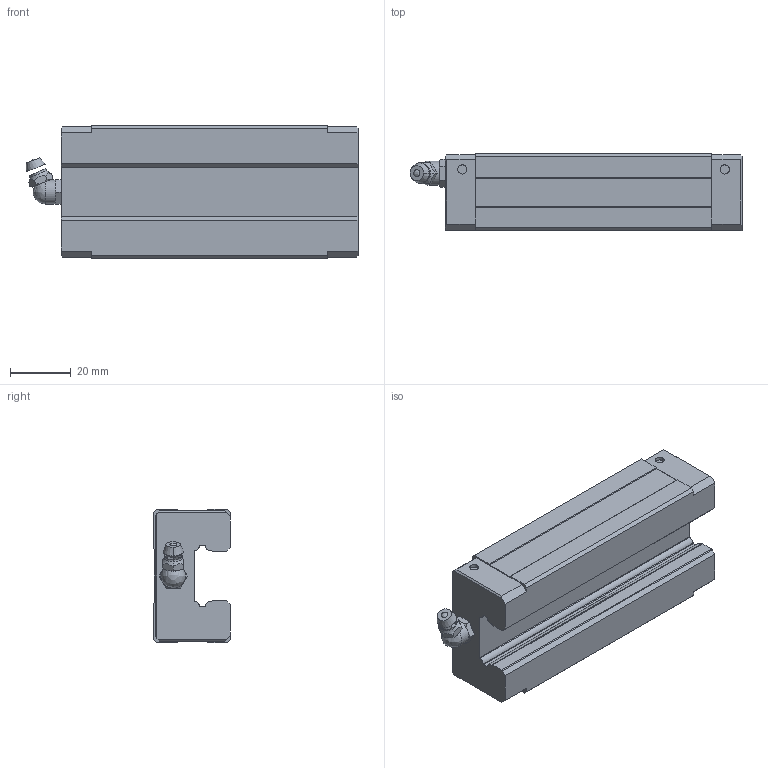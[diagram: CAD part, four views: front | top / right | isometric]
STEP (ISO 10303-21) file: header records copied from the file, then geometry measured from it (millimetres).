
FILE_DESCRIPTION (( 'STEP AP214' ), '1' );
FILE_NAME ('SHS20LVSS, Føringsvogn, Bondy.STEP', '2020-06-15T08:09:36', ( '' ), ( '' ), 'SwSTEP 2.0', 'SolidWorks 2020', '' );
FILE_SCHEMA (( 'AUTOMOTIVE_DESIGN' ));
Length unit declared in the file: millimetre
Products named in the file (3): _SHS20LVSSB-M6F1 Slide25-55; SHS20LVSS, Føringsvogn, Bondy; _B-M6F-SHS_grease_nipple_joint
Assembly tree (2 placements, depth 2):
  SHS20LVSS, Føringsvogn, Bondy
    _SHS20LVSSB-M6F1 Slide25-55
    _B-M6F-SHS_grease_nipple_joint
Bounding box: 109.6 x 25.4 x 44 mm (x, y, z)
Volume: 86677.4 mm3; surface area: 18719.2 mm2
Topology: 1 solids, 3 shells, 164 faces, 435 edges, 274 vertices
Faces by surface type: plane 80, cylinder 42, cone 36, bspline 6
Entity records: 5338 total; most frequent: CARTESIAN_POINT 1208, DIRECTION 854, ORIENTED_EDGE 838, EDGE_CURVE 421, AXIS2_PLACEMENT_3D 298, VERTEX_POINT 274, LINE 258, VECTOR 258
